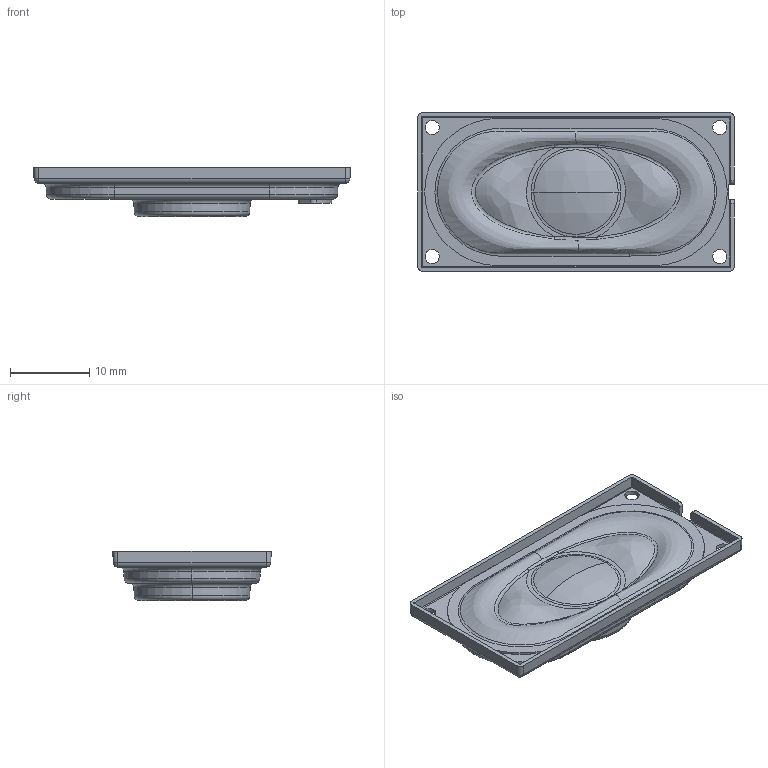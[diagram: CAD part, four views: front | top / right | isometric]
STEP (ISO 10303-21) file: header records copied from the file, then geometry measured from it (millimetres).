
FILE_DESCRIPTION (( 'STEP AP214' ), '1' );
FILE_NAME ('20x40mm Rectangular Speaker.STEP', '2019-12-06T16:48:02', ( '' ), ( '' ), 'SwSTEP 2.0', 'SolidWorks 2018', '' );
FILE_SCHEMA (( 'AUTOMOTIVE_DESIGN' ));
Length unit declared in the file: millimetre
Products named in the file (1): 20x40mm Rectangular Speaker
Bounding box: 40 x 20 x 6.21 mm (x, y, z)
Volume: 1038.6 mm3; surface area: 4167.7 mm2
Topology: 8 solids, 8 shells, 241 faces, 613 edges, 396 vertices
Faces by surface type: plane 84, cylinder 67, bspline 40, torus 28, sphere 12, cone 10
Entity records: 19303 total; most frequent: CARTESIAN_POINT 12800, ORIENTED_EDGE 1226, DIRECTION 1087, EDGE_CURVE 613, AXIS2_PLACEMENT_3D 404, VERTEX_POINT 396, LINE 279, VECTOR 279
